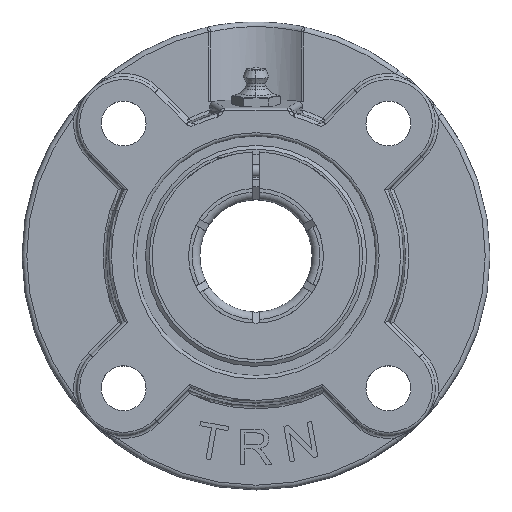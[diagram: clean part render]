
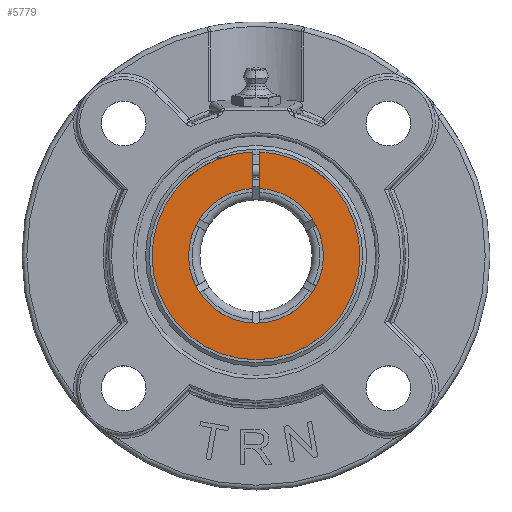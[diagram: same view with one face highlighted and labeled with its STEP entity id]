
A CAD part, top view. The second image highlights one B-rep face of the part: STEP entity #5779.
In plain terms, the highlighted planar face has unit normal (0, 0, 1).
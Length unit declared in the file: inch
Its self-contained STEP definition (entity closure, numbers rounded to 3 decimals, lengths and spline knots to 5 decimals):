
#639=CIRCLE('',#6283,1.8);
#640=CIRCLE('',#6284,2.775);
#1459=VERTEX_POINT('',#16639);
#1461=VERTEX_POINT('',#16642);
#1464=VERTEX_POINT('',#16649);
#1466=VERTEX_POINT('',#16653);
#1761=VECTOR('',#7447,1.);
#1767=VECTOR('',#7454,1.);
#2057=LINE('',#16641,#1761);
#2063=LINE('',#16654,#1767);
#2873=EDGE_CURVE('',#1461,#1459,#2057,.T.);
#2879=EDGE_CURVE('',#1464,#1466,#2063,.T.);
#2880=EDGE_CURVE('',#1464,#1459,#639,.T.);
#2881=EDGE_CURVE('',#1461,#1466,#640,.T.);
#4499=ORIENTED_EDGE('',*,*,#2873,.T.);
#4500=ORIENTED_EDGE('',*,*,#2880,.F.);
#4501=ORIENTED_EDGE('',*,*,#2879,.T.);
#4502=ORIENTED_EDGE('',*,*,#2881,.F.);
#4974=EDGE_LOOP('',(#4499,#4500,#4501,#4502));
#5409=FACE_BOUND('',#4974,.T.);
#5779=ADVANCED_FACE('',(#5409),#16830,.T.);
#6282=AXIS2_PLACEMENT_3D('',#16655,#7455,$);
#6283=AXIS2_PLACEMENT_3D('',#16656,#7456,#7457);
#6284=AXIS2_PLACEMENT_3D('',#16657,#7458,#7459);
#7447=DIRECTION('',(0.,-1.,0.));
#7454=DIRECTION('',(0.,1.,0.));
#7455=DIRECTION('',(0.,0.,1.));
#7456=DIRECTION('',(0.,0.,1.));
#7457=DIRECTION('',(1.8,0.,0.));
#7458=DIRECTION('',(0.,0.,-1.));
#7459=DIRECTION('',(2.775,0.,0.));
#16639=CARTESIAN_POINT('',(0.1,1.79722,0.95));
#16641=CARTESIAN_POINT('',(0.1,1.24983,0.95));
#16642=CARTESIAN_POINT('',(0.1,2.7732,0.95));
#16649=CARTESIAN_POINT('',(-0.1,1.79722,0.95));
#16653=CARTESIAN_POINT('',(-0.1,2.7732,0.95));
#16654=CARTESIAN_POINT('',(-0.1,1.24983,0.95));
#16655=CARTESIAN_POINT('',(0.,0.,0.95));
#16656=CARTESIAN_POINT('',(0.,0.,0.95));
#16657=CARTESIAN_POINT('',(0.,0.,0.95));
#16830=PLANE('',#6282);
